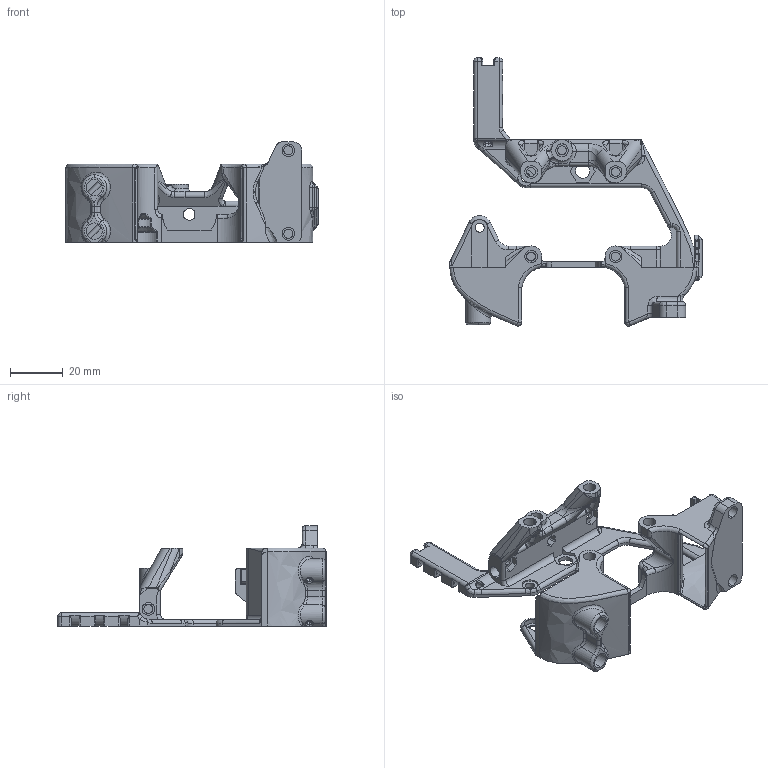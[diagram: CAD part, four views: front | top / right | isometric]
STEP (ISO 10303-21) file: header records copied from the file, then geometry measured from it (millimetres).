
FILE_DESCRIPTION (( 'STEP AP214' ), '1' );
FILE_NAME ('Chubby.STEP', '2023-04-03T18:03:57', ( '' ), ( '' ), 'SwSTEP 2.0', 'SolidWorks 2021', '' );
FILE_SCHEMA (( 'AUTOMOTIVE_DESIGN' ));
Length unit declared in the file: millimetre
Products named in the file (1): Chubby
Bounding box: 95.5 x 101.56 x 37.95 mm (x, y, z)
Volume: 29819.4 mm3; surface area: 21550.4 mm2
Topology: 1 solids, 1 shells, 773 faces, 1991 edges, 1196 vertices
Faces by surface type: cylinder 279, bspline 216, plane 194, torus 60, sphere 16, cone 8
Entity records: 34003 total; most frequent: CARTESIAN_POINT 16976, ORIENTED_EDGE 3934, DIRECTION 3108, EDGE_CURVE 1967, VERTEX_POINT 1195, AXIS2_PLACEMENT_3D 1190, EDGE_LOOP 812, ADVANCED_FACE 773
